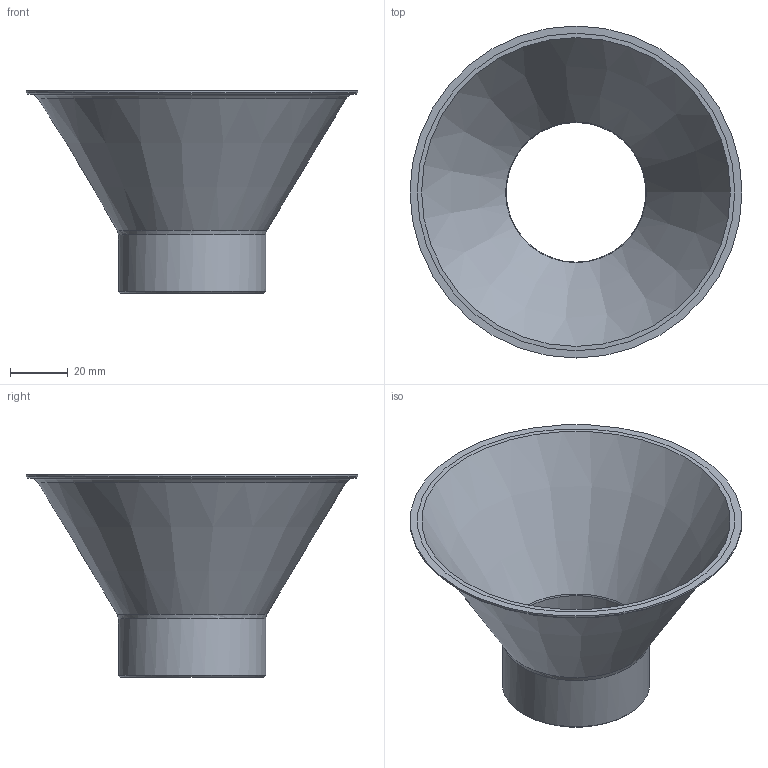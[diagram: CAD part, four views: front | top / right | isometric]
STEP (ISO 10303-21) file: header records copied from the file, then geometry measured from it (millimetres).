
FILE_DESCRIPTION(('FreeCAD Model'),'2;1');
FILE_NAME('Open CASCADE Shape Model','2025-06-01T09:17:03',(''),(''), 'Open CASCADE STEP processor 7.8','FreeCAD','Unknown');
FILE_SCHEMA(('AUTOMOTIVE_DESIGN { 1 0 10303 214 1 1 1 1 }'));
Length unit declared in the file: millimetre
Products named in the file (1): Body
Bounding box: 115 x 115 x 70.1 mm (x, y, z)
Volume: 24070 mm3; surface area: 37373.6 mm2
Topology: 1 solids, 1 shells, 14 faces, 24 edges, 14 vertices
Faces by surface type: plane 4, cone 4, cylinder 3, torus 2, bspline 1
Full cylindrical faces by diameter (mm): 48.4 x1, 51 x1, 115 x1
Entity records: 797 total; most frequent: CARTESIAN_POINT 244, DIRECTION 108, ORIENTED_EDGE 48, PCURVE 48, DEFINITIONAL_REPRESENTATION 48, LINE 45, VECTOR 45, AXIS2_PLACEMENT_3D 28
